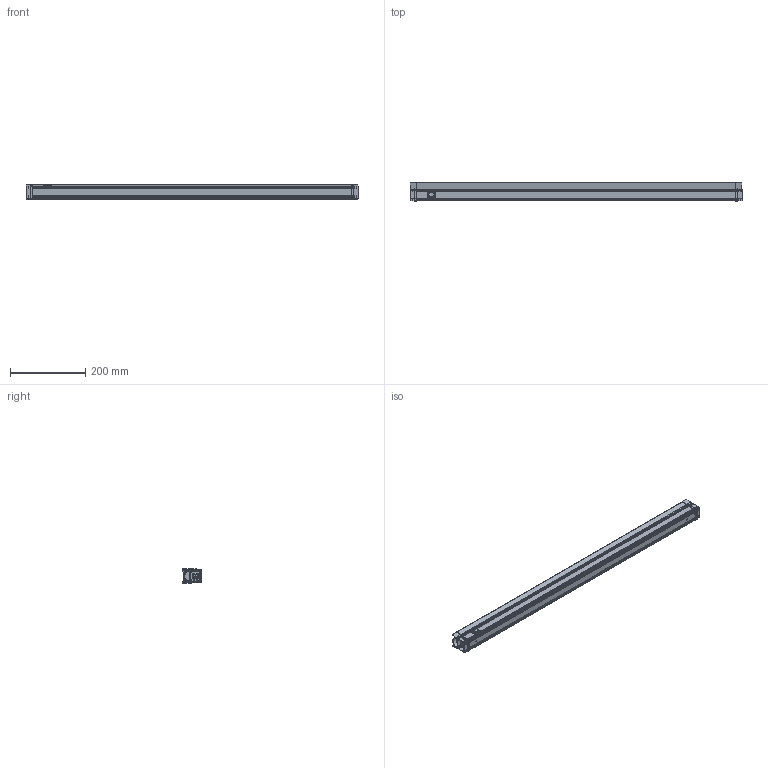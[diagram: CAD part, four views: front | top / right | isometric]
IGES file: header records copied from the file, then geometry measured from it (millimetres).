
Start section:  PTC IGES file: 192508.igs
Global section: file name: 192508.igs; native system: Creo Parametric by Parametric Technology Corporation; preprocessor: 2013230; author: pdmadmin; organization: Unknown; date: 20160104.141104; units: millimetre
Bounding box: 884 x 49.36 x 39.35 mm (x, y, z)
Volume: 334522.9 mm3; surface area: 2425119.6 mm2
Topology: 17 solids, 80 shells, 3568 faces, 19858 edges, 25958 vertices
Faces by surface type: bspline 1828, revolution 1724, extrusion 16
